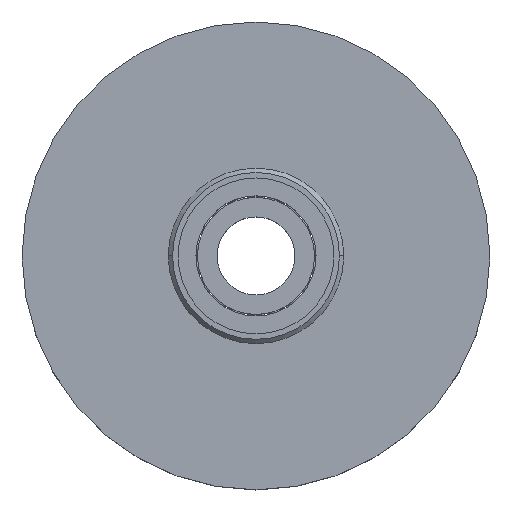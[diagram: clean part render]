
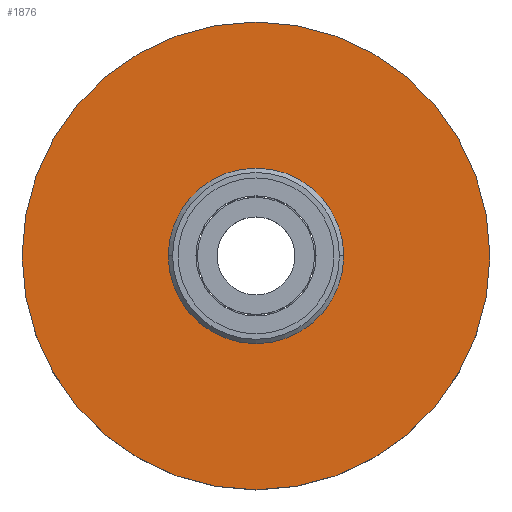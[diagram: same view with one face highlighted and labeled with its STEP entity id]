
A CAD part, top view. The second image highlights one B-rep face of the part: STEP entity #1876.
In plain terms, the highlighted planar face has unit normal (0, 0, 1).
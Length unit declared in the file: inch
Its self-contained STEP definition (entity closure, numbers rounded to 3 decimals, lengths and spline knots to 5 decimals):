
#36 = ORIENTED_EDGE ( 'NONE', *, *, #260, .T. ) ;
#47 = ORIENTED_EDGE ( 'NONE', *, *, #269, .F. ) ;
#49 = ORIENTED_EDGE ( 'NONE', *, *, #809, .F. ) ;
#51 = ORIENTED_EDGE ( 'NONE', *, *, #268, .T. ) ;
#260 = EDGE_CURVE ( 'NONE', #1085, #1746, #1199, .T. ) ;
#268 = EDGE_CURVE ( 'NONE', #1746, #1085, #1182, .T. ) ;
#269 = EDGE_CURVE ( 'NONE', #1630, #1641, #1145, .T. ) ;
#300 = CARTESIAN_POINT ( 'NONE',  ( 0., 0., 0.1405 ) ) ;
#304 = DIRECTION ( 'NONE',  ( 0., 0., 1. ) ) ;
#307 = DIRECTION ( 'NONE',  ( 1., 0., 0. ) ) ;
#335 = CARTESIAN_POINT ( 'NONE',  ( 0., 0., 0.1405 ) ) ;
#336 = DIRECTION ( 'NONE',  ( 0., 0., 1. ) ) ;
#351 = DIRECTION ( 'NONE',  ( 1., 0., 0. ) ) ;
#357 = DIRECTION ( 'NONE',  ( 1., 0., 0. ) ) ;
#374 = CARTESIAN_POINT ( 'NONE',  ( 0., 0., 0.1405 ) ) ;
#375 = DIRECTION ( 'NONE',  ( 0., 0., 1. ) ) ;
#386 = AXIS2_PLACEMENT_3D ( 'NONE', #731, #725, #724 ) ;
#435 = AXIS2_PLACEMENT_3D ( 'NONE', #1911, #1912, #1916 ) ;
#625 = CARTESIAN_POINT ( 'NONE',  ( 0.75, 0., 0.1405 ) ) ;
#659 = CARTESIAN_POINT ( 'NONE',  ( -0.28125, 0., 0.1405 ) ) ;
#724 = DIRECTION ( 'NONE',  ( -1., 0., 0. ) ) ;
#725 = DIRECTION ( 'NONE',  ( 0., 0., -1. ) ) ;
#728 = PLANE ( 'NONE',  #386 ) ;
#731 = CARTESIAN_POINT ( 'NONE',  ( 0., 0.28125, 0.1405 ) ) ;
#738 = CARTESIAN_POINT ( 'NONE',  ( -0.75, 0., 0.1405 ) ) ;
#809 = EDGE_CURVE ( 'NONE', #1641, #1630, #1459, .T. ) ;
#817 = AXIS2_PLACEMENT_3D ( 'NONE', #335, #336, #351 ) ;
#822 = AXIS2_PLACEMENT_3D ( 'NONE', #374, #375, #357 ) ;
#823 = AXIS2_PLACEMENT_3D ( 'NONE', #300, #304, #307 ) ;
#1085 = VERTEX_POINT ( 'NONE', #625 ) ;
#1145 = CIRCLE ( 'NONE', #823, 0.28125 ) ;
#1182 = CIRCLE ( 'NONE', #822, 0.75 ) ;
#1199 = CIRCLE ( 'NONE', #817, 0.75 ) ;
#1459 = CIRCLE ( 'NONE', #435, 0.28125 ) ;
#1523 = EDGE_LOOP ( 'NONE', ( #36, #51 ) ) ;
#1535 = EDGE_LOOP ( 'NONE', ( #47, #49 ) ) ;
#1630 = VERTEX_POINT ( 'NONE', #659 ) ;
#1641 = VERTEX_POINT ( 'NONE', #1834 ) ;
#1746 = VERTEX_POINT ( 'NONE', #738 ) ;
#1767 = FACE_OUTER_BOUND ( 'NONE', #1523, .T. ) ;
#1781 = FACE_BOUND ( 'NONE', #1535, .T. ) ;
#1834 = CARTESIAN_POINT ( 'NONE',  ( 0.28125, 0., 0.1405 ) ) ;
#1876 = ADVANCED_FACE ( 'NONE', ( #1781, #1767 ), #728, .F. ) ;
#1911 = CARTESIAN_POINT ( 'NONE',  ( 0., 0., 0.1405 ) ) ;
#1912 = DIRECTION ( 'NONE',  ( 0., 0., 1. ) ) ;
#1916 = DIRECTION ( 'NONE',  ( 1., 0., 0. ) ) ;
